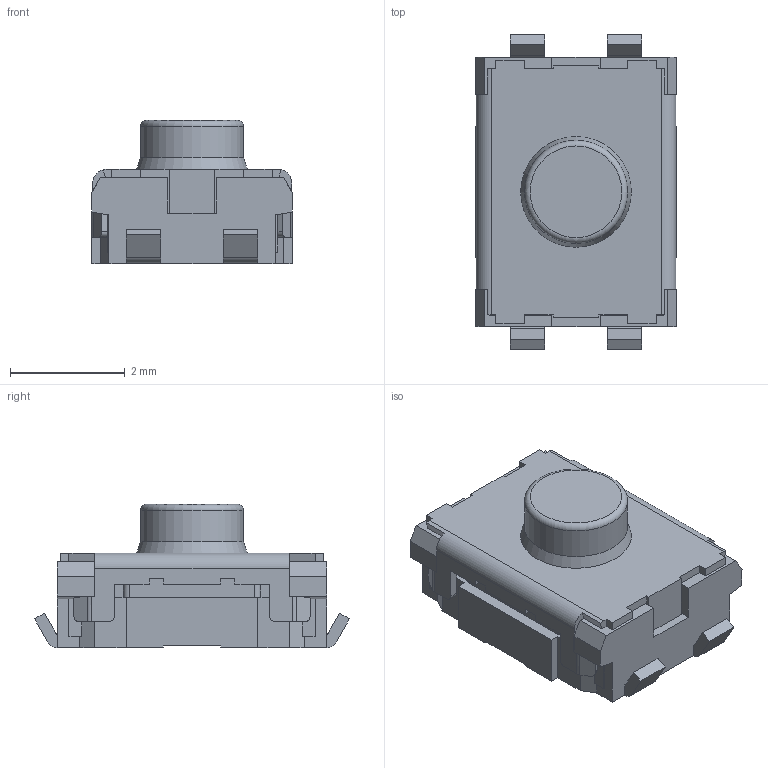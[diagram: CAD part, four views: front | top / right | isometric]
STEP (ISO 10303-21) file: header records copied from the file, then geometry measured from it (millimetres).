
FILE_DESCRIPTION( ( '' ), ' ' );
FILE_NAME( '5b44d8e75650560e6935bb03.step', '2018-07-10T16:03:51', ( '' ), ( '' ), ' ', ' ', ' ' );
FILE_SCHEMA( ( 'AUTOMOTIVE_DESIGN { 1 0 10303 214 1 1 1 1 }' ) );
Length unit declared in the file: metre
Products named in the file (1): Open CASCADE STEP translator 6.8 9
Bounding box: 3.5 x 5.5 x 2.5 mm (x, y, z)
Volume: 27.6 mm3; surface area: 77.1 mm2
Topology: 1 solids, 1 shells, 245 faces, 725 edges, 476 vertices
Faces by surface type: plane 214, cylinder 29, torus 1, cone 1
Full cylindrical faces by diameter (mm): 1.8 x1
Entity records: 13661 total; most frequent: CARTESIAN_POINT 1471, ORIENTED_EDGE 1444, DIRECTION 1282, STYLED_ITEM 967, PRESENTATION_STYLE_ASSIGNMENT 967, COLOUR_RGB 967, EDGE_CURVE 722, CURVE_STYLE 722
